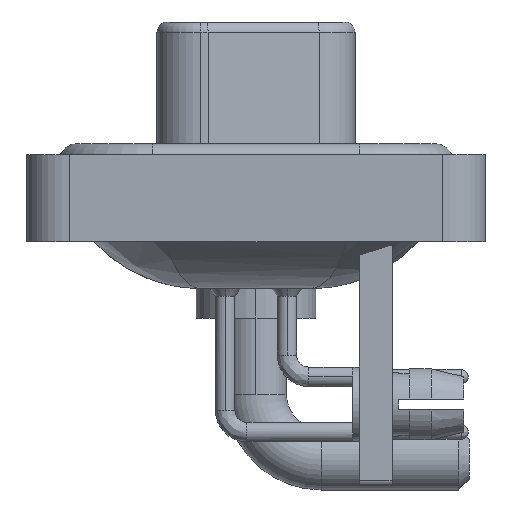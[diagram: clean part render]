
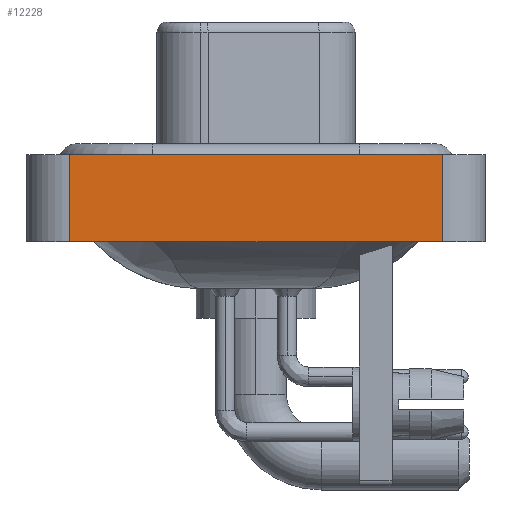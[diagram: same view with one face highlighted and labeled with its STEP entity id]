
A CAD part, left-side view. The second image highlights one B-rep face of the part: STEP entity #12228.
In plain terms, the highlighted planar face has unit normal (-1, 0, 0).
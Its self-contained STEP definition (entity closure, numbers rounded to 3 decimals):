
#808 = ORIENTED_EDGE ( 'NONE', *, *, #9108, .F. ) ;
#997 = CARTESIAN_POINT ( 'NONE',  ( -7.25, -8.55, 0.4 ) ) ;
#1348 = DIRECTION ( 'NONE',  ( 0., 0., 1. ) ) ;
#2031 = VERTEX_POINT ( 'NONE', #14171 ) ;
#2078 = DIRECTION ( 'NONE',  ( 0., 0., 1. ) ) ;
#2793 = VERTEX_POINT ( 'NONE', #21157 ) ;
#3263 = LINE ( 'NONE', #18834, #19711 ) ;
#3306 = VERTEX_POINT ( 'NONE', #4047 ) ;
#4047 = CARTESIAN_POINT ( 'NONE',  ( -7.25, -8.55, -3.6 ) ) ;
#4230 = VECTOR ( 'NONE', #19231, 1000. ) ;
#5739 = DIRECTION ( 'NONE',  ( 0., -1., 0. ) ) ;
#6483 = VECTOR ( 'NONE', #5739, 1000. ) ;
#6844 = ORIENTED_EDGE ( 'NONE', *, *, #14319, .F. ) ;
#7490 = CARTESIAN_POINT ( 'NONE',  ( -7.25, 8.55, -3.6 ) ) ;
#8838 = EDGE_CURVE ( 'NONE', #12038, #3306, #9186, .T. ) ;
#9108 = EDGE_CURVE ( 'NONE', #2793, #2031, #10661, .T. ) ;
#9186 = LINE ( 'NONE', #15059, #6483 ) ;
#9301 = ORIENTED_EDGE ( 'NONE', *, *, #13001, .T. ) ;
#10661 = LINE ( 'NONE', #997, #22824 ) ;
#11287 = LINE ( 'NONE', #7490, #4230 ) ;
#11754 = FACE_OUTER_BOUND ( 'NONE', #21931, .T. ) ;
#12038 = VERTEX_POINT ( 'NONE', #14586 ) ;
#12228 = ADVANCED_FACE ( 'NONE', ( #11754 ), #21226, .T. ) ;
#13001 = EDGE_CURVE ( 'NONE', #3306, #2031, #3263, .T. ) ;
#14171 = CARTESIAN_POINT ( 'NONE',  ( -7.25, -8.55, 0.4 ) ) ;
#14319 = EDGE_CURVE ( 'NONE', #12038, #2793, #11287, .T. ) ;
#14586 = CARTESIAN_POINT ( 'NONE',  ( -7.25, 8.55, -3.6 ) ) ;
#14707 = AXIS2_PLACEMENT_3D ( 'NONE', #19190, #19568, #2078 ) ;
#15059 = CARTESIAN_POINT ( 'NONE',  ( -7.25, -8.55, -3.6 ) ) ;
#18317 = ORIENTED_EDGE ( 'NONE', *, *, #8838, .T. ) ;
#18834 = CARTESIAN_POINT ( 'NONE',  ( -7.25, -8.55, -3.6 ) ) ;
#19190 = CARTESIAN_POINT ( 'NONE',  ( -7.25, -8.55, -3.6 ) ) ;
#19231 = DIRECTION ( 'NONE',  ( 0., 0., 1. ) ) ;
#19568 = DIRECTION ( 'NONE',  ( -1., 0., 0. ) ) ;
#19711 = VECTOR ( 'NONE', #1348, 1000. ) ;
#20268 = DIRECTION ( 'NONE',  ( 0., -1., 0. ) ) ;
#21157 = CARTESIAN_POINT ( 'NONE',  ( -7.25, 8.55, 0.4 ) ) ;
#21226 = PLANE ( 'NONE',  #14707 ) ;
#21931 = EDGE_LOOP ( 'NONE', ( #9301, #808, #6844, #18317 ) ) ;
#22824 = VECTOR ( 'NONE', #20268, 1000. ) ;
